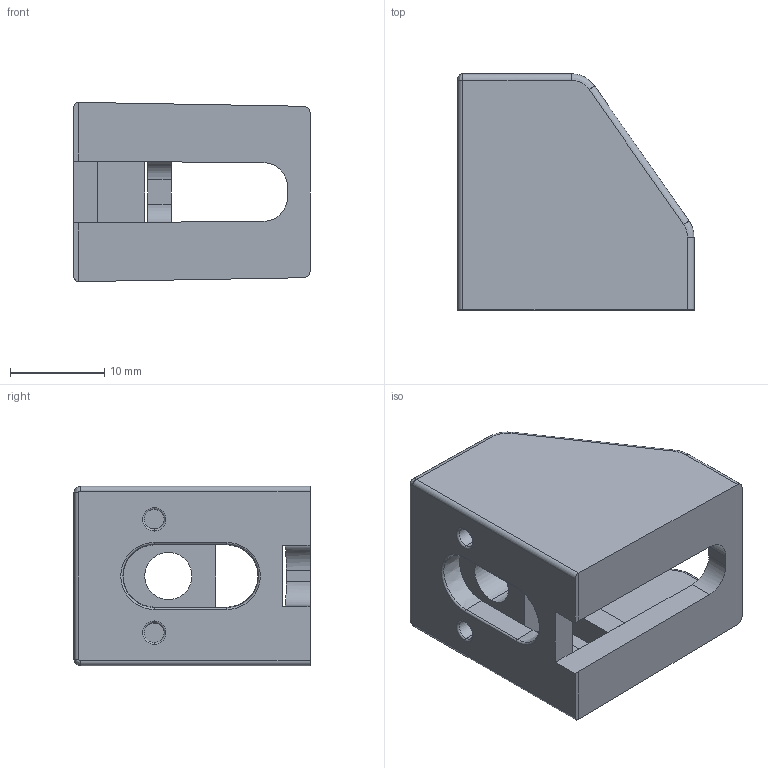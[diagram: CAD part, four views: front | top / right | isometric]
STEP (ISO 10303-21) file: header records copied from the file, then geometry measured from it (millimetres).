
FILE_DESCRIPTION (( 'STEP AP214' ), '1' );
FILE_NAME ('094010m6.STEP', '2014-08-19T08:08:50', ( '' ), ( '' ), 'SwSTEP 2.0', 'SolidWorks 2014', '' );
FILE_SCHEMA (( 'AUTOMOTIVE_DESIGN' ));
Length unit declared in the file: millimetre
Products named in the file (3): 094010m6; 340me320_340me320; 094010_094 010m
Assembly tree (2 placements, depth 2):
  094010m6
    094010_094 010m
    340me320_340me320
Bounding box: 25 x 25 x 18.98 mm (x, y, z)
Volume: 4927.4 mm3; surface area: 4187.7 mm2
Topology: 2 solids, 2 shells, 131 faces, 332 edges, 196 vertices
Faces by surface type: plane 58, cylinder 49, bspline 16, torus 6, cone 2
Entity records: 4195 total; most frequent: CARTESIAN_POINT 1106, ORIENTED_EDGE 656, DIRECTION 587, EDGE_CURVE 328, LINE 209, VECTOR 209, VERTEX_POINT 196, AXIS2_PLACEMENT_3D 189
